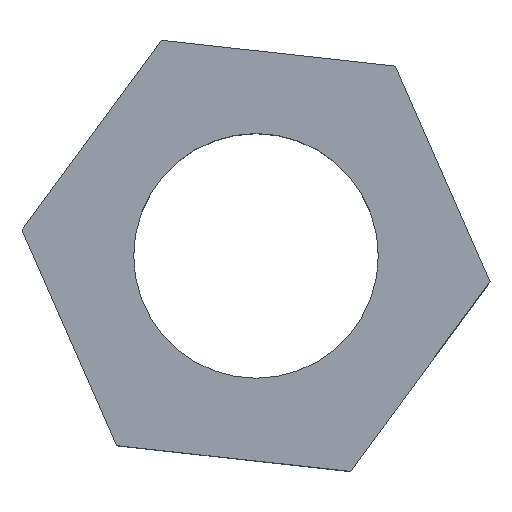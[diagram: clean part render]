
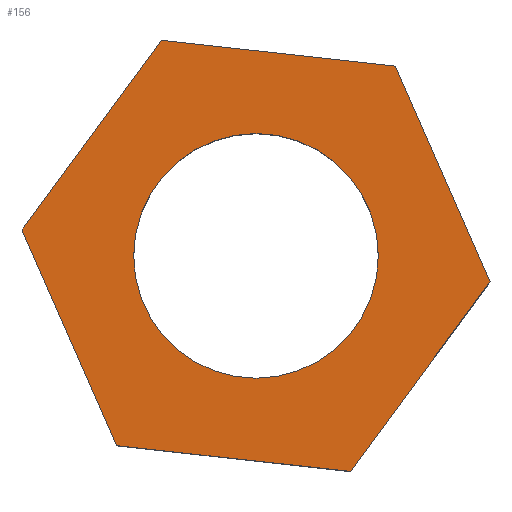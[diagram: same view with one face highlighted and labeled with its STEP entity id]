
A CAD part, top view. The second image highlights one B-rep face of the part: STEP entity #156.
In plain terms, the highlighted planar face has unit normal (0, 0, 1).
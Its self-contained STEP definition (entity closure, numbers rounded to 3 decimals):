
#6 = VERTEX_POINT ( 'NONE', #235 ) ;
#11 = EDGE_CURVE ( 'NONE', #174, #371, #94, .T. ) ;
#16 = CIRCLE ( 'NONE', #19, 0.75 ) ;
#19 = AXIS2_PLACEMENT_3D ( 'NONE', #251, #24, #244 ) ;
#22 = EDGE_CURVE ( 'NONE', #6, #174, #322, .T. ) ;
#24 = DIRECTION ( 'NONE',  ( 0., 0., 1. ) ) ;
#25 = FACE_BOUND ( 'NONE', #355, .T. ) ;
#31 = DIRECTION ( 'NONE',  ( -0.994, 0.11, 0. ) ) ;
#32 = ORIENTED_EDGE ( 'NONE', *, *, #185, .T. ) ;
#54 = DIRECTION ( 'NONE',  ( -0.592, -0.806, 0. ) ) ;
#62 = ORIENTED_EDGE ( 'NONE', *, *, #11, .T. ) ;
#71 = EDGE_CURVE ( 'NONE', #90, #341, #289, .T. ) ;
#73 = FACE_OUTER_BOUND ( 'NONE', #282, .T. ) ;
#76 = CARTESIAN_POINT ( 'NONE',  ( 0.58, -1.322, 1. ) ) ;
#84 = CARTESIAN_POINT ( 'NONE',  ( -0.58, 1.322, 1. ) ) ;
#89 = DIRECTION ( 'NONE',  ( 0., 0., 1. ) ) ;
#90 = VERTEX_POINT ( 'NONE', #281 ) ;
#93 = ORIENTED_EDGE ( 'NONE', *, *, #186, .T. ) ;
#94 = LINE ( 'NONE', #347, #113 ) ;
#100 = EDGE_CURVE ( 'NONE', #349, #320, #16, .T. ) ;
#104 = DIRECTION ( 'NONE',  ( 1., 0., 0. ) ) ;
#105 = ORIENTED_EDGE ( 'NONE', *, *, #100, .F. ) ;
#106 = PLANE ( 'NONE',  #226 ) ;
#108 = CARTESIAN_POINT ( 'NONE',  ( -0.58, 1.322, 1. ) ) ;
#113 = VECTOR ( 'NONE', #31, 1000. ) ;
#114 = ORIENTED_EDGE ( 'NONE', *, *, #263, .T. ) ;
#120 = CARTESIAN_POINT ( 'NONE',  ( 1.435, -0.159, 1. ) ) ;
#122 = CARTESIAN_POINT ( 'NONE',  ( -1.435, 0.159, 1. ) ) ;
#133 = VERTEX_POINT ( 'NONE', #76 ) ;
#136 = CARTESIAN_POINT ( 'NONE',  ( -0.855, -1.163, 1. ) ) ;
#147 = ORIENTED_EDGE ( 'NONE', *, *, #71, .T. ) ;
#152 = VECTOR ( 'NONE', #261, 1000. ) ;
#156 = ADVANCED_FACE ( 'NONE', ( #73, #25 ), #106, .T. ) ;
#161 = DIRECTION ( 'NONE',  ( 0.592, 0.806, 0. ) ) ;
#167 = LINE ( 'NONE', #136, #280 ) ;
#168 = ORIENTED_EDGE ( 'NONE', *, *, #249, .F. ) ;
#173 = CARTESIAN_POINT ( 'NONE',  ( 0.75, 0., 1. ) ) ;
#174 = VERTEX_POINT ( 'NONE', #359 ) ;
#176 = VECTOR ( 'NONE', #54, 1000. ) ;
#185 = EDGE_CURVE ( 'NONE', #133, #6, #190, .T. ) ;
#186 = EDGE_CURVE ( 'NONE', #341, #133, #167, .T. ) ;
#190 = LINE ( 'NONE', #191, #295 ) ;
#191 = CARTESIAN_POINT ( 'NONE',  ( 0.58, -1.322, 1. ) ) ;
#194 = AXIS2_PLACEMENT_3D ( 'NONE', #334, #89, #296 ) ;
#218 = CARTESIAN_POINT ( 'NONE',  ( 0., 0., 1. ) ) ;
#226 = AXIS2_PLACEMENT_3D ( 'NONE', #218, #364, #104 ) ;
#235 = CARTESIAN_POINT ( 'NONE',  ( 1.435, -0.159, 1. ) ) ;
#244 = DIRECTION ( 'NONE',  ( 1., 0., 0. ) ) ;
#249 = EDGE_CURVE ( 'NONE', #320, #349, #361, .T. ) ;
#251 = CARTESIAN_POINT ( 'NONE',  ( 0., 0., 1. ) ) ;
#261 = DIRECTION ( 'NONE',  ( 0.402, -0.916, 0. ) ) ;
#263 = EDGE_CURVE ( 'NONE', #371, #90, #318, .T. ) ;
#270 = ORIENTED_EDGE ( 'NONE', *, *, #22, .T. ) ;
#271 = DIRECTION ( 'NONE',  ( 0.994, -0.11, 0. ) ) ;
#280 = VECTOR ( 'NONE', #271, 1000. ) ;
#281 = CARTESIAN_POINT ( 'NONE',  ( -1.435, 0.159, 1. ) ) ;
#282 = EDGE_LOOP ( 'NONE', ( #270, #62, #114, #147, #93, #32 ) ) ;
#289 = LINE ( 'NONE', #122, #152 ) ;
#295 = VECTOR ( 'NONE', #161, 1000. ) ;
#296 = DIRECTION ( 'NONE',  ( 1., 0., 0. ) ) ;
#299 = DIRECTION ( 'NONE',  ( -0.402, 0.916, 0. ) ) ;
#302 = VECTOR ( 'NONE', #299, 1000. ) ;
#316 = CARTESIAN_POINT ( 'NONE',  ( -0.75, 0., 1. ) ) ;
#318 = LINE ( 'NONE', #84, #176 ) ;
#320 = VERTEX_POINT ( 'NONE', #173 ) ;
#322 = LINE ( 'NONE', #120, #302 ) ;
#334 = CARTESIAN_POINT ( 'NONE',  ( 0., 0., 1. ) ) ;
#341 = VERTEX_POINT ( 'NONE', #372 ) ;
#347 = CARTESIAN_POINT ( 'NONE',  ( 0.855, 1.163, 1. ) ) ;
#349 = VERTEX_POINT ( 'NONE', #316 ) ;
#355 = EDGE_LOOP ( 'NONE', ( #105, #168 ) ) ;
#359 = CARTESIAN_POINT ( 'NONE',  ( 0.855, 1.163, 1. ) ) ;
#361 = CIRCLE ( 'NONE', #194, 0.75 ) ;
#364 = DIRECTION ( 'NONE',  ( 0., 0., 1. ) ) ;
#371 = VERTEX_POINT ( 'NONE', #108 ) ;
#372 = CARTESIAN_POINT ( 'NONE',  ( -0.855, -1.163, 1. ) ) ;
